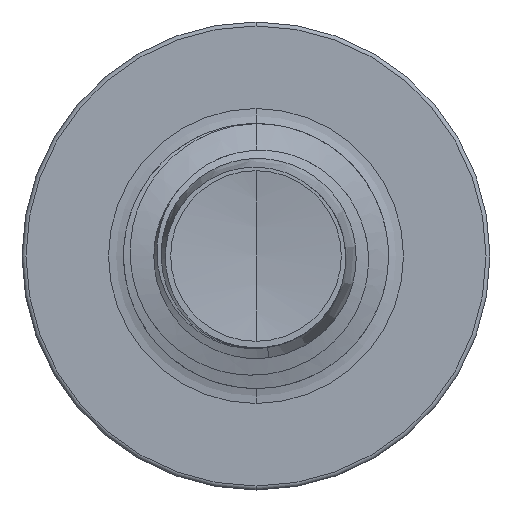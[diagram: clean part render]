
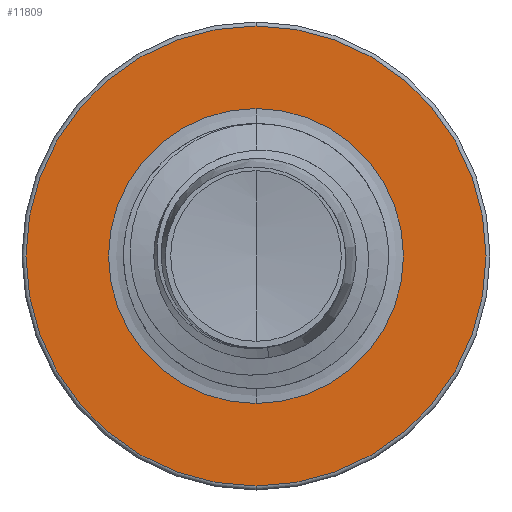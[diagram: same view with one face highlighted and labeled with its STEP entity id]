
A CAD part, front view. The second image highlights one B-rep face of the part: STEP entity #11809.
In plain terms, the highlighted planar face has unit normal (0, -1, 0).
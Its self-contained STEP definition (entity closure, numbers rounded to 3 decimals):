
#215 = EDGE_LOOP ( 'NONE', ( #3924, #7180 ) ) ;
#960 = EDGE_CURVE ( 'NONE', #11056, #2371, #11492, .T. ) ;
#1057 = EDGE_CURVE ( 'NONE', #10024, #10695, #5940, .T. ) ;
#1101 = DIRECTION ( 'NONE',  ( 0., 0., 1. ) ) ;
#1132 = DIRECTION ( 'NONE',  ( 0., 1., 0. ) ) ;
#1147 = CARTESIAN_POINT ( 'NONE',  ( 0., 3., 0. ) ) ;
#1217 = DIRECTION ( 'NONE',  ( 0., 0., 1. ) ) ;
#1220 = DIRECTION ( 'NONE',  ( 0., 1., 0. ) ) ;
#1263 = CARTESIAN_POINT ( 'NONE',  ( 0., 3., 0. ) ) ;
#1384 = DIRECTION ( 'NONE',  ( 0., 0., 1. ) ) ;
#1413 = DIRECTION ( 'NONE',  ( 0., 1., 0. ) ) ;
#1419 = CARTESIAN_POINT ( 'NONE',  ( 0., 3., 0. ) ) ;
#2189 = DIRECTION ( 'NONE',  ( 0., 0., 1. ) ) ;
#2230 = DIRECTION ( 'NONE',  ( 0., 1., 0. ) ) ;
#2233 = CARTESIAN_POINT ( 'NONE',  ( 0., 3., 0. ) ) ;
#2371 = VERTEX_POINT ( 'NONE', #5462 ) ;
#3042 = EDGE_CURVE ( 'NONE', #10695, #10024, #12101, .T. ) ;
#3067 = EDGE_CURVE ( 'NONE', #2371, #11056, #3984, .T. ) ;
#3924 = ORIENTED_EDGE ( 'NONE', *, *, #3042, .T. ) ;
#3984 = CIRCLE ( 'NONE', #10625, 2.605 ) ;
#5429 = CARTESIAN_POINT ( 'NONE',  ( 0., 3., 2.605 ) ) ;
#5462 = CARTESIAN_POINT ( 'NONE',  ( 0., 3., -2.605 ) ) ;
#5940 = CIRCLE ( 'NONE', #12880, 1.67 ) ;
#7180 = ORIENTED_EDGE ( 'NONE', *, *, #1057, .T. ) ;
#7825 = CARTESIAN_POINT ( 'NONE',  ( 0., 3., 1.67 ) ) ;
#8582 = FACE_BOUND ( 'NONE', #215, .T. ) ;
#8638 = EDGE_LOOP ( 'NONE', ( #9827, #11747 ) ) ;
#9184 = AXIS2_PLACEMENT_3D ( 'NONE', #10949, #10728, #10716 ) ;
#9827 = ORIENTED_EDGE ( 'NONE', *, *, #960, .F. ) ;
#10024 = VERTEX_POINT ( 'NONE', #11434 ) ;
#10077 = AXIS2_PLACEMENT_3D ( 'NONE', #1419, #1413, #1384 ) ;
#10625 = AXIS2_PLACEMENT_3D ( 'NONE', #1263, #1220, #1217 ) ;
#10695 = VERTEX_POINT ( 'NONE', #7825 ) ;
#10716 = DIRECTION ( 'NONE',  ( 0., 0., 1. ) ) ;
#10728 = DIRECTION ( 'NONE',  ( 0., 1., 0. ) ) ;
#10870 = AXIS2_PLACEMENT_3D ( 'NONE', #2233, #2230, #2189 ) ;
#10949 = CARTESIAN_POINT ( 'NONE',  ( 0., 3., -1.67 ) ) ;
#11056 = VERTEX_POINT ( 'NONE', #5429 ) ;
#11434 = CARTESIAN_POINT ( 'NONE',  ( 0., 3., -1.67 ) ) ;
#11492 = CIRCLE ( 'NONE', #10870, 2.605 ) ;
#11747 = ORIENTED_EDGE ( 'NONE', *, *, #3067, .F. ) ;
#11809 = ADVANCED_FACE ( 'NONE', ( #12170, #8582 ), #12584, .F. ) ;
#12101 = CIRCLE ( 'NONE', #10077, 1.67 ) ;
#12170 = FACE_OUTER_BOUND ( 'NONE', #8638, .T. ) ;
#12584 = PLANE ( 'NONE',  #9184 ) ;
#12880 = AXIS2_PLACEMENT_3D ( 'NONE', #1147, #1132, #1101 ) ;
